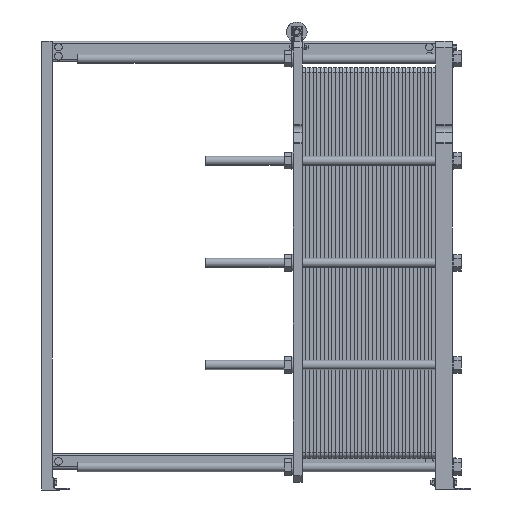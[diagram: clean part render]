
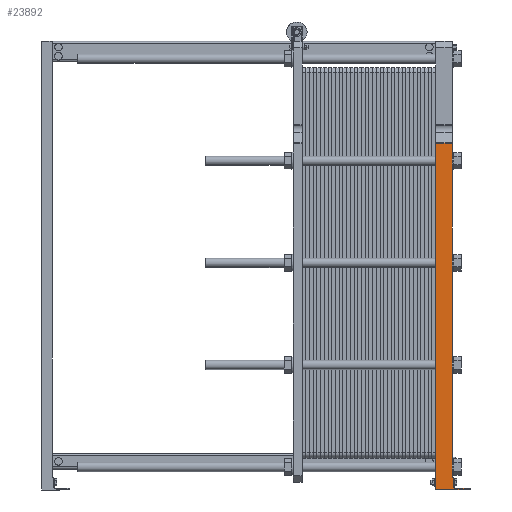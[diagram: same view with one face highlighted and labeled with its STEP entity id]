
A CAD part, left-side view. The second image highlights one B-rep face of the part: STEP entity #23892.
In plain terms, the highlighted planar face has unit normal (-1, 0, 0).
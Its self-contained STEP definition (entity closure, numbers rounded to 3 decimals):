
#4171=PLANE('',#25257);
#5017=FACE_OUTER_BOUND('',#6315,.T.);
#6315=EDGE_LOOP('',(#19867,#19868,#19869,#19870,#19871,#19872,#19873,#19874,
#19875,#19876,#19877,#19878,#19879,#19880,#19881,#19882,#19883,#19884,#19885));
#7367=CIRCLE('',#25227,3.5);
#7370=CIRCLE('',#25238,3.5);
#7371=CIRCLE('',#25241,7.);
#9041=LINE('',#36173,#11699);
#9042=LINE('',#36183,#11700);
#9047=LINE('',#36233,#11705);
#9048=LINE('',#36243,#11706);
#9258=LINE('',#36945,#11916);
#9290=LINE('',#37067,#11948);
#9302=LINE('',#37094,#11960);
#9304=LINE('',#37100,#11962);
#9305=LINE('',#37103,#11963);
#9319=LINE('',#37140,#11977);
#9320=LINE('',#37141,#11978);
#9321=LINE('',#37142,#11979);
#9322=LINE('',#37143,#11980);
#9323=LINE('',#37144,#11981);
#9332=LINE('',#37169,#11990);
#9333=LINE('',#37170,#11991);
#11699=VECTOR('',#28152,10.);
#11700=VECTOR('',#28165,10.);
#11705=VECTOR('',#28230,10.);
#11706=VECTOR('',#28243,10.);
#11916=VECTOR('',#28943,10.);
#11948=VECTOR('',#29051,10.);
#11960=VECTOR('',#29079,10.);
#11962=VECTOR('',#29087,10.);
#11963=VECTOR('',#29090,10.);
#11977=VECTOR('',#29118,10.);
#11978=VECTOR('',#29119,10.);
#11979=VECTOR('',#29120,10.);
#11980=VECTOR('',#29121,10.);
#11981=VECTOR('',#29122,10.);
#11990=VECTOR('',#29145,10.);
#11991=VECTOR('',#29146,10.);
#14310=VERTEX_POINT('',#36168);
#14311=VERTEX_POINT('',#36169);
#14313=VERTEX_POINT('',#36178);
#14314=VERTEX_POINT('',#36179);
#14328=VERTEX_POINT('',#36228);
#14329=VERTEX_POINT('',#36229);
#14331=VERTEX_POINT('',#36238);
#14332=VERTEX_POINT('',#36239);
#14578=VERTEX_POINT('',#36942);
#14579=VERTEX_POINT('',#36944);
#14627=VERTEX_POINT('',#37051);
#14628=VERTEX_POINT('',#37053);
#14631=VERTEX_POINT('',#37065);
#14636=VERTEX_POINT('',#37086);
#14637=VERTEX_POINT('',#37088);
#14638=VERTEX_POINT('',#37092);
#14639=VERTEX_POINT('',#37096);
#14640=VERTEX_POINT('',#37102);
#14656=VERTEX_POINT('',#37138);
#16162=EDGE_CURVE('',#14310,#14311,#9041,.T.);
#16166=EDGE_CURVE('',#14313,#14314,#9042,.T.);
#16186=EDGE_CURVE('',#14328,#14329,#9047,.T.);
#16190=EDGE_CURVE('',#14331,#14332,#9048,.T.);
#16504=EDGE_CURVE('',#14579,#14578,#9258,.T.);
#16557=EDGE_CURVE('',#14628,#14627,#7367,.T.);
#16564=EDGE_CURVE('',#14627,#14631,#9290,.T.);
#16575=EDGE_CURVE('',#14637,#14636,#7370,.T.);
#16578=EDGE_CURVE('',#14636,#14638,#9302,.T.);
#16580=EDGE_CURVE('',#14638,#14639,#7371,.T.);
#16581=EDGE_CURVE('',#14639,#14628,#9304,.T.);
#16582=EDGE_CURVE('',#14640,#14637,#9305,.T.);
#16602=EDGE_CURVE('',#14656,#14331,#9319,.T.);
#16603=EDGE_CURVE('',#14332,#14313,#9320,.T.);
#16604=EDGE_CURVE('',#14314,#14328,#9321,.T.);
#16605=EDGE_CURVE('',#14329,#14310,#9322,.T.);
#16606=EDGE_CURVE('',#14311,#14631,#9323,.T.);
#16621=EDGE_CURVE('',#14578,#14640,#9332,.T.);
#16622=EDGE_CURVE('',#14579,#14656,#9333,.T.);
#19867=ORIENTED_EDGE('',*,*,#16504,.T.);
#19868=ORIENTED_EDGE('',*,*,#16621,.T.);
#19869=ORIENTED_EDGE('',*,*,#16582,.T.);
#19870=ORIENTED_EDGE('',*,*,#16575,.T.);
#19871=ORIENTED_EDGE('',*,*,#16578,.T.);
#19872=ORIENTED_EDGE('',*,*,#16580,.T.);
#19873=ORIENTED_EDGE('',*,*,#16581,.T.);
#19874=ORIENTED_EDGE('',*,*,#16557,.T.);
#19875=ORIENTED_EDGE('',*,*,#16564,.T.);
#19876=ORIENTED_EDGE('',*,*,#16606,.F.);
#19877=ORIENTED_EDGE('',*,*,#16162,.F.);
#19878=ORIENTED_EDGE('',*,*,#16605,.F.);
#19879=ORIENTED_EDGE('',*,*,#16186,.F.);
#19880=ORIENTED_EDGE('',*,*,#16604,.F.);
#19881=ORIENTED_EDGE('',*,*,#16166,.F.);
#19882=ORIENTED_EDGE('',*,*,#16603,.F.);
#19883=ORIENTED_EDGE('',*,*,#16190,.F.);
#19884=ORIENTED_EDGE('',*,*,#16602,.F.);
#19885=ORIENTED_EDGE('',*,*,#16622,.F.);
#23892=ADVANCED_FACE('',(#5017),#4171,.T.);
#25227=AXIS2_PLACEMENT_3D('',#37054,#29036,#29037);
#25238=AXIS2_PLACEMENT_3D('',#37089,#29073,#29074);
#25241=AXIS2_PLACEMENT_3D('',#37098,#29083,#29084);
#25257=AXIS2_PLACEMENT_3D('',#37168,#29143,#29144);
#28152=DIRECTION('',(0.,0.,-1.));
#28165=DIRECTION('',(0.,0.,-1.));
#28230=DIRECTION('',(0.,0.,-1.));
#28243=DIRECTION('',(0.,0.,-1.));
#28943=DIRECTION('',(0.,0.,-1.));
#29036=DIRECTION('center_axis',(-1.,0.,0.));
#29037=DIRECTION('ref_axis',(0.,0.,-1.));
#29051=DIRECTION('',(0.,1.,0.));
#29073=DIRECTION('center_axis',(-1.,0.,0.));
#29074=DIRECTION('ref_axis',(0.,0.,-1.));
#29079=DIRECTION('',(0.,1.,0.));
#29083=DIRECTION('center_axis',(1.,0.,0.));
#29084=DIRECTION('ref_axis',(0.,0.,-1.));
#29087=DIRECTION('',(0.,0.,1.));
#29090=DIRECTION('',(0.,0.,1.));
#29118=DIRECTION('',(0.,0.,-1.));
#29119=DIRECTION('',(0.,0.,-1.));
#29120=DIRECTION('',(0.,0.,-1.));
#29121=DIRECTION('',(0.,0.,-1.));
#29122=DIRECTION('',(0.,0.,-1.));
#29143=DIRECTION('center_axis',(-1.,0.,0.));
#29144=DIRECTION('ref_axis',(0.,0.,
-1.));
#29145=DIRECTION('',(0.,-1.,0.));
#29146=DIRECTION('',(0.,-1.,0.));
#36168=CARTESIAN_POINT('',(-240.,-65.,108.241));
#36169=CARTESIAN_POINT('',(-240.,-65.,71.759));
#36173=CARTESIAN_POINT('',(-240.,-65.,1355.23));
#36178=CARTESIAN_POINT('',(-240.,-65.,906.241));
#36179=CARTESIAN_POINT('',(-240.,-65.,869.759));
#36183=CARTESIAN_POINT('',(-240.,-65.,1355.23));
#36228=CARTESIAN_POINT('',(-240.,-65.,507.241));
#36229=CARTESIAN_POINT('',(-240.,-65.,470.759));
#36233=CARTESIAN_POINT('',(-240.,-65.,1355.23));
#36238=CARTESIAN_POINT('',(-240.,-65.,1305.241));
#36239=CARTESIAN_POINT('',(-240.,-65.,1268.759));
#36243=CARTESIAN_POINT('',(-240.,-65.,1355.23));
#36942=CARTESIAN_POINT('',(-240.,0.,0.));
#36944=CARTESIAN_POINT('',(-240.,0.,1355.23));
#36945=CARTESIAN_POINT('',(-240.,0.,1355.23));
#37051=CARTESIAN_POINT('',(-240.,-67.5,50.));
#37053=CARTESIAN_POINT('',(-240.,-71.,46.5));
#37054=CARTESIAN_POINT('Origin',(-240.,-67.5,46.5));
#37065=CARTESIAN_POINT('',(-240.,-65.,50.));
#37067=CARTESIAN_POINT('',(-240.,-67.5,50.));
#37086=CARTESIAN_POINT('',(-240.,-131.5,6.));
#37088=CARTESIAN_POINT('',(-240.,-135.,2.5));
#37089=CARTESIAN_POINT('Origin',(-240.,-131.5,2.5));
#37092=CARTESIAN_POINT('',(-240.,-78.,6.));
#37094=CARTESIAN_POINT('',(-240.,-131.5,6.));
#37096=CARTESIAN_POINT('',(-240.,-71.,13.));
#37098=CARTESIAN_POINT('Origin',(-240.,-78.,13.));
#37100=CARTESIAN_POINT('',(-240.,-71.,13.));
#37102=CARTESIAN_POINT('',(-240.,-135.,0.));
#37103=CARTESIAN_POINT('',(-240.,-135.,0.));
#37138=CARTESIAN_POINT('',(-240.,-65.,1355.23));
#37140=CARTESIAN_POINT('',(-240.,-65.,1355.23));
#37141=CARTESIAN_POINT('',(-240.,-65.,1355.23));
#37142=CARTESIAN_POINT('',(-240.,-65.,1355.23));
#37143=CARTESIAN_POINT('',(-240.,-65.,1355.23));
#37144=CARTESIAN_POINT('',(-240.,-65.,1355.23));
#37168=CARTESIAN_POINT('Origin',(-240.,0.,1355.23));
#37169=CARTESIAN_POINT('',(-240.,0.,0.));
#37170=CARTESIAN_POINT('',(-240.,0.,1355.23));
